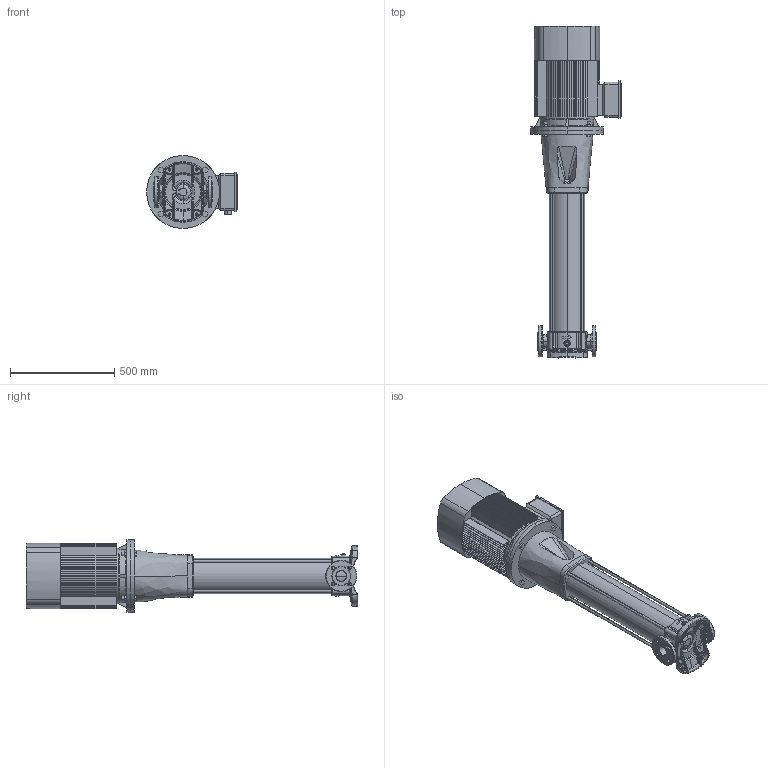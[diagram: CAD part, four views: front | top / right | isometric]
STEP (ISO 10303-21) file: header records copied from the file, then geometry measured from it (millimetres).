
FILE_DESCRIPTION (( 'STEP AP203' ), '1' );
FILE_NAME ('CDM(F)10-22 FSWP(S_L)C.STEP', '2022-08-05T12:53:03', ( '' ), ( '' ), 'SwSTEP 2.0', 'SolidWorks 2020', '' );
FILE_SCHEMA (( 'CONFIG_CONTROL_DESIGN' ));
Length unit declared in the file: millimetre
Products named in the file (4): CDM(F)10-22 FSWP(S_L)C; CDM(F)10_prot_F_CDM(F)10-22_F; CDM10_fon_22; ED_B5_YE2-160M1-2 (11)
Assembly tree (3 placements, depth 2):
  CDM(F)10-22 FSWP(S_L)C
    CDM(F)10_prot_F_CDM(F)10-22_F
    CDM10_fon_22
    ED_B5_YE2-160M1-2 (11)
Bounding box: 436 x 1595 x 350 mm (x, y, z)
Volume: 71014003.7 mm3; surface area: 3080895.5 mm2
Topology: 9 solids, 10 shells, 1337 faces, 3461 edges, 2149 vertices
Faces by surface type: plane 482, bspline 348, cylinder 280, torus 144, cone 73, sphere 10
Entity records: 77178 total; most frequent: CARTESIAN_POINT 46444, ORIENTED_EDGE 6838, DIRECTION 5752, EDGE_CURVE 3419, AXIS2_PLACEMENT_3D 2259, VERTEX_POINT 2149, EDGE_LOOP 1420, FACE_OUTER_BOUND 1337
